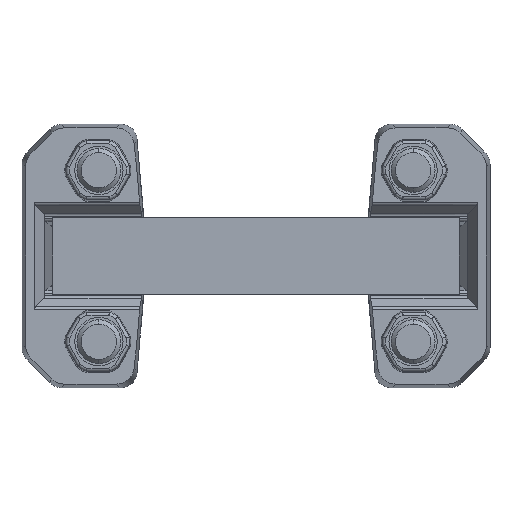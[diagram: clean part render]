
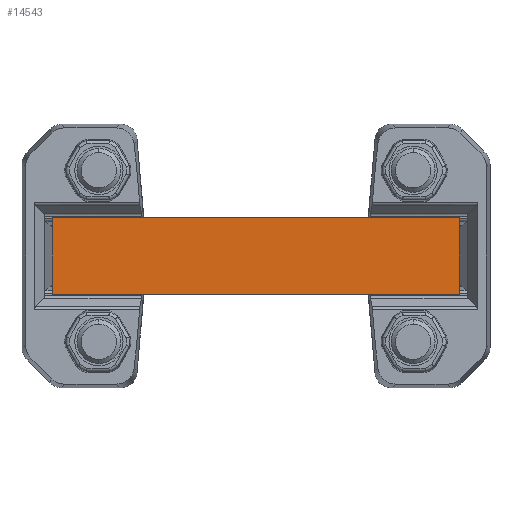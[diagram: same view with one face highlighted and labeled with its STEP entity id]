
A CAD part, front view. The second image highlights one B-rep face of the part: STEP entity #14543.
In plain terms, the highlighted face is planar.
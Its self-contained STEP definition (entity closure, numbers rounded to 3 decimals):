
#14428=DIRECTION('',(1.,0.,0.));
#14429=VECTOR('',#14428,35.);
#14430=CARTESIAN_POINT('',(-17.5,92.5,-8.));
#14431=LINE('',#14430,#14429);
#14432=DIRECTION('',(0.,1.,0.));
#14433=VECTOR('',#14432,185.);
#14434=CARTESIAN_POINT('',(-17.5,-92.5,-8.));
#14435=LINE('',#14434,#14433);
#14436=DIRECTION('',(-1.,0.,0.));
#14437=VECTOR('',#14436,35.);
#14438=CARTESIAN_POINT('',(17.5,-92.5,-8.));
#14439=LINE('',#14438,#14437);
#14440=DIRECTION('',(0.,-1.,0.));
#14441=VECTOR('',#14440,185.);
#14442=CARTESIAN_POINT('',(17.5,92.5,-8.));
#14443=LINE('',#14442,#14441);
#14452=CARTESIAN_POINT('',(-17.5,92.5,-8.));
#14453=CARTESIAN_POINT('',(17.5,92.5,-8.));
#14454=VERTEX_POINT('',#14452);
#14455=VERTEX_POINT('',#14453);
#14456=CARTESIAN_POINT('',(17.5,-92.5,-8.));
#14457=VERTEX_POINT('',#14456);
#14458=CARTESIAN_POINT('',(-17.5,-92.5,-8.));
#14459=VERTEX_POINT('',#14458);
#14532=CARTESIAN_POINT('',(0.,0.,-8.));
#14533=DIRECTION('',(0.,0.,-1.));
#14534=DIRECTION('',(0.,-1.,0.));
#14535=AXIS2_PLACEMENT_3D('',#14532,#14533,#14534);
#14536=PLANE('',#14535);
#14537=ORIENTED_EDGE('',*,*,#14484,.F.);
#14538=ORIENTED_EDGE('',*,*,#14499,.F.);
#14539=ORIENTED_EDGE('',*,*,#14513,.F.);
#14540=ORIENTED_EDGE('',*,*,#14526,.F.);
#14541=EDGE_LOOP('',(#14537,#14538,#14539,#14540));
#14542=FACE_OUTER_BOUND('',#14541,.F.);
#14543=ADVANCED_FACE('',(#14542),#14536,.T.);
#14484=EDGE_CURVE('',#14454,#14455,#14431,.T.);
#14499=EDGE_CURVE('',#14459,#14454,#14435,.T.);
#14513=EDGE_CURVE('',#14457,#14459,#14439,.T.);
#14526=EDGE_CURVE('',#14455,#14457,#14443,.T.);
